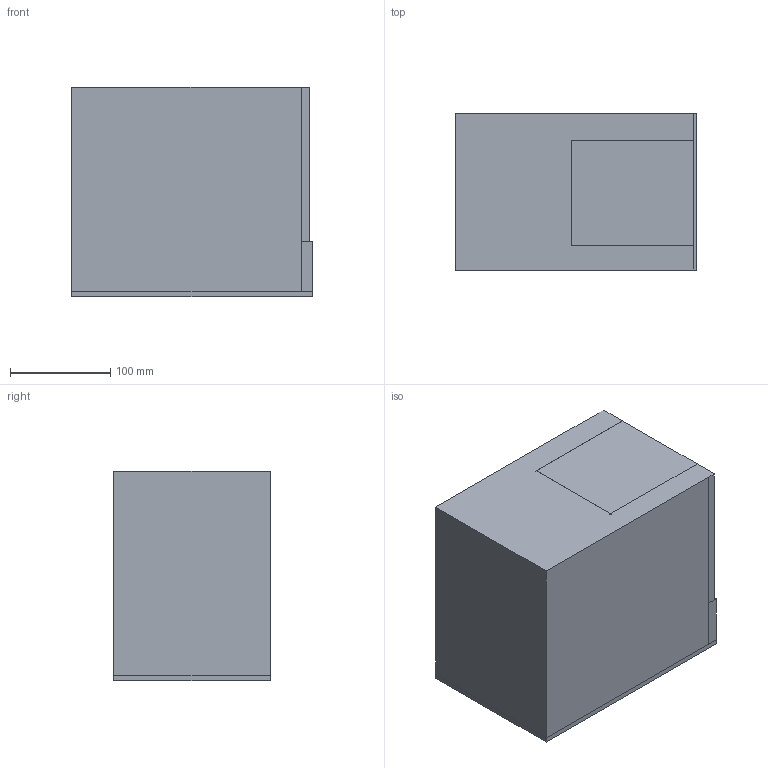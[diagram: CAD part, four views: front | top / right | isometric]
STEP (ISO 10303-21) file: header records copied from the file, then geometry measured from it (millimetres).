
FILE_DESCRIPTION(/* description */ (''),/* implementation_level */ '2;1');
FILE_NAME(/* name */ 'Holloween Candy Dispenser Public v2.step',/* time_stamp */ '2020-10-31T16:09:20-07:00',/* author */ (''),/* organization */ (''),/* preprocessor_version */ 'ST-DEVELOPER v18.1',/* originating_system */ 'Autodesk Translation Framework v9.3.0.1241',/* authorisation */ '');
FILE_SCHEMA (('AUTOMOTIVE_DESIGN { 1 0 10303 214 3 1 1 }'));
Length unit declared in the file: millimetre
Products named in the file (1): Holloween Candy Dispenser Public
Bounding box: 240.28 x 156 x 209 mm (x, y, z)
Volume: 1350560.1 mm3; surface area: 657420.7 mm2
Topology: 6 solids, 6 shells, 273 faces, 735 edges, 478 vertices
Faces by surface type: plane 260, cylinder 11, bspline 2
Full cylindrical faces by diameter (mm): 3.5 x2, 4.3 x2, 16.35 x2
Entity records: 8430 total; most frequent: CARTESIAN_POINT 1501, ORIENTED_EDGE 1466, DIRECTION 1307, EDGE_CURVE 733, LINE 703, VECTOR 703, VERTEX_POINT 478, EDGE_LOOP 311
